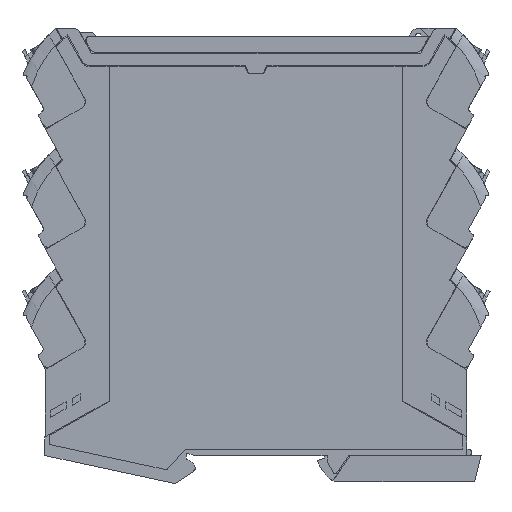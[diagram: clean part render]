
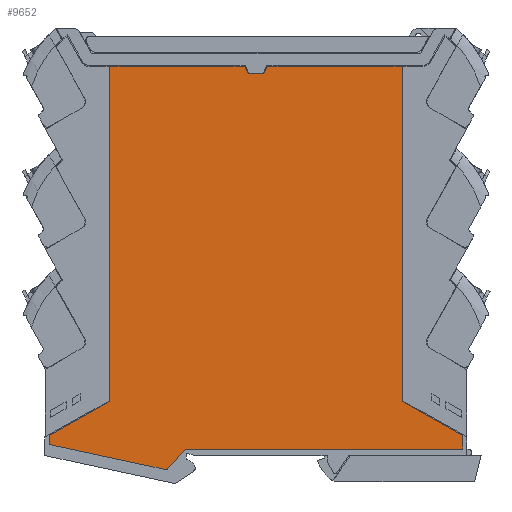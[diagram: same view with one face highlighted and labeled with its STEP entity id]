
A CAD part, left-side view. The second image highlights one B-rep face of the part: STEP entity #9652.
In plain terms, the highlighted planar face has unit normal (-1, 0, 0).
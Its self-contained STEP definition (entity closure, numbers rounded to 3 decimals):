
#9630=AXIS2_PLACEMENT_3D('Plane Axis2P3D',#9627,#9628,#9629) ;
#6695=CARTESIAN_POINT('Vertex',(0.,110.437,12.04)) ;
#6698=CARTESIAN_POINT('Line Origine',(0.,102.821,16.305)) ;
#6702=CARTESIAN_POINT('Vertex',(0.,95.205,20.571)) ;
#6727=CARTESIAN_POINT('Vertex',(0.,110.437,9.771)) ;
#6730=CARTESIAN_POINT('Line Origine',(0.,110.437,10.906)) ;
#6752=CARTESIAN_POINT('Vertex',(0.,80.884,3.413)) ;
#6755=CARTESIAN_POINT('Line Origine',(0.,95.661,6.592)) ;
#6768=CARTESIAN_POINT('Line Origine',(0.,78.847,5.745)) ;
#6772=CARTESIAN_POINT('Vertex',(0.,76.81,8.077)) ;
#6779=CARTESIAN_POINT('Vertex',(0.,76.332,8.624)) ;
#6782=CARTESIAN_POINT('Line Origine',(0.,76.568,8.353)) ;
#6786=CARTESIAN_POINT('Vertex',(0.,76.805,8.082)) ;
#6789=CARTESIAN_POINT('Line Origine',(0.,76.808,8.079)) ;
#6815=CARTESIAN_POINT('Vertex',(0.,6.773,8.624)) ;
#6818=CARTESIAN_POINT('Line Origine',(0.,41.552,8.624)) ;
#6840=CARTESIAN_POINT('Vertex',(0.,6.773,12.04)) ;
#6843=CARTESIAN_POINT('Line Origine',(0.,6.773,10.332)) ;
#6865=CARTESIAN_POINT('Vertex',(0.,22.005,20.571)) ;
#6868=CARTESIAN_POINT('Line Origine',(0.,14.389,16.305)) ;
#6890=CARTESIAN_POINT('Vertex',(0.,22.005,104.524)) ;
#6893=CARTESIAN_POINT('Line Origine',(0.,22.005,62.547)) ;
#6910=CARTESIAN_POINT('Vertex',(0.,55.774,104.524)) ;
#6913=CARTESIAN_POINT('Line Origine',(0.,54.024,104.524)) ;
#6917=CARTESIAN_POINT('Vertex',(0.,52.274,104.524)) ;
#6920=CARTESIAN_POINT('Line Origine',(0.,37.14,104.524)) ;
#6943=CARTESIAN_POINT('Vertex',(0.,56.66,102.624)) ;
#6946=CARTESIAN_POINT('Line Origine',(0.,56.217,103.574)) ;
#6968=CARTESIAN_POINT('Vertex',(0.,60.55,102.624)) ;
#6971=CARTESIAN_POINT('Line Origine',(0.,58.605,102.624)) ;
#6993=CARTESIAN_POINT('Vertex',(0.,61.436,104.524)) ;
#6996=CARTESIAN_POINT('Line Origine',(0.,60.993,103.574)) ;
#7009=CARTESIAN_POINT('Line Origine',(0.,63.186,104.524)) ;
#7013=CARTESIAN_POINT('Vertex',(0.,64.936,104.524)) ;
#7020=CARTESIAN_POINT('Vertex',(0.,95.205,104.524)) ;
#7023=CARTESIAN_POINT('Line Origine',(0.,80.07,104.524)) ;
#7042=CARTESIAN_POINT('Line Origine',(0.,95.205,62.547)) ;
#9627=CARTESIAN_POINT('Axis2P3D Location',(0.,58.605,7.024)) ;
#6699=DIRECTION('Vector Direction',(0.,0.872,-0.489)) ;
#6731=DIRECTION('Vector Direction',(0.,0.,-1.)) ;
#6756=DIRECTION('Vector Direction',(0.,-0.978,-0.21)) ;
#6769=DIRECTION('Vector Direction',(0.,-0.658,0.753)) ;
#6783=DIRECTION('Vector Direction',(0.,-0.658,0.753)) ;
#6790=DIRECTION('Vector Direction',(0.,-0.658,0.753)) ;
#6819=DIRECTION('Vector Direction',(0.,1.,0.)) ;
#6844=DIRECTION('Vector Direction',(0.,0.,1.)) ;
#6869=DIRECTION('Vector Direction',(0.,0.872,0.489)) ;
#6894=DIRECTION('Vector Direction',(0.,0.,1.)) ;
#6914=DIRECTION('Vector Direction',(0.,1.,0.)) ;
#6921=DIRECTION('Vector Direction',(0.,1.,0.)) ;
#6947=DIRECTION('Vector Direction',(0.,-0.423,0.906)) ;
#6972=DIRECTION('Vector Direction',(0.,1.,0.)) ;
#6997=DIRECTION('Vector Direction',(0.,0.423,0.906)) ;
#7010=DIRECTION('Vector Direction',(0.,1.,0.)) ;
#7024=DIRECTION('Vector Direction',(0.,1.,0.)) ;
#7043=DIRECTION('Vector Direction',(0.,0.,-1.)) ;
#9628=DIRECTION('Axis2P3D Direction',(-1.,0.,0.)) ;
#9629=DIRECTION('Axis2P3D XDirection',(0.,1.,0.)) ;
#6700=VECTOR('Line Direction',#6699,1.) ;
#6732=VECTOR('Line Direction',#6731,1.) ;
#6757=VECTOR('Line Direction',#6756,1.) ;
#6770=VECTOR('Line Direction',#6769,1.) ;
#6784=VECTOR('Line Direction',#6783,1.) ;
#6791=VECTOR('Line Direction',#6790,1.) ;
#6820=VECTOR('Line Direction',#6819,1.) ;
#6845=VECTOR('Line Direction',#6844,1.) ;
#6870=VECTOR('Line Direction',#6869,1.) ;
#6895=VECTOR('Line Direction',#6894,1.) ;
#6915=VECTOR('Line Direction',#6914,1.) ;
#6922=VECTOR('Line Direction',#6921,1.) ;
#6948=VECTOR('Line Direction',#6947,1.) ;
#6973=VECTOR('Line Direction',#6972,1.) ;
#6998=VECTOR('Line Direction',#6997,1.) ;
#7011=VECTOR('Line Direction',#7010,1.) ;
#7025=VECTOR('Line Direction',#7024,1.) ;
#7044=VECTOR('Line Direction',#7043,1.) ;
#9633=ORIENTED_EDGE('',*,*,#6774,.T.) ;
#9634=ORIENTED_EDGE('',*,*,#6793,.T.) ;
#9635=ORIENTED_EDGE('',*,*,#6788,.T.) ;
#9636=ORIENTED_EDGE('',*,*,#6822,.T.) ;
#9637=ORIENTED_EDGE('',*,*,#6847,.T.) ;
#9638=ORIENTED_EDGE('',*,*,#6872,.T.) ;
#9639=ORIENTED_EDGE('',*,*,#6897,.T.) ;
#9640=ORIENTED_EDGE('',*,*,#6924,.T.) ;
#9641=ORIENTED_EDGE('',*,*,#6919,.T.) ;
#9642=ORIENTED_EDGE('',*,*,#6950,.T.) ;
#9643=ORIENTED_EDGE('',*,*,#6975,.T.) ;
#9644=ORIENTED_EDGE('',*,*,#7000,.T.) ;
#9645=ORIENTED_EDGE('',*,*,#7015,.T.) ;
#9646=ORIENTED_EDGE('',*,*,#7027,.T.) ;
#9647=ORIENTED_EDGE('',*,*,#7046,.T.) ;
#9648=ORIENTED_EDGE('',*,*,#6704,.T.) ;
#9649=ORIENTED_EDGE('',*,*,#6734,.T.) ;
#9650=ORIENTED_EDGE('',*,*,#6759,.T.) ;
#9652=ADVANCED_FACE('GEHAEUSE',(#9651),#9631,.T.) ;
#6704=EDGE_CURVE('',#6703,#6696,#6701,.T.) ;
#6734=EDGE_CURVE('',#6696,#6728,#6733,.T.) ;
#6759=EDGE_CURVE('',#6728,#6753,#6758,.T.) ;
#6774=EDGE_CURVE('',#6753,#6773,#6771,.T.) ;
#6788=EDGE_CURVE('',#6787,#6780,#6785,.T.) ;
#6793=EDGE_CURVE('',#6773,#6787,#6792,.T.) ;
#6822=EDGE_CURVE('',#6780,#6816,#6821,.F.) ;
#6847=EDGE_CURVE('',#6816,#6841,#6846,.T.) ;
#6872=EDGE_CURVE('',#6841,#6866,#6871,.T.) ;
#6897=EDGE_CURVE('',#6866,#6891,#6896,.T.) ;
#6919=EDGE_CURVE('',#6918,#6911,#6916,.T.) ;
#6924=EDGE_CURVE('',#6891,#6918,#6923,.T.) ;
#6950=EDGE_CURVE('',#6911,#6944,#6949,.F.) ;
#6975=EDGE_CURVE('',#6944,#6969,#6974,.T.) ;
#7000=EDGE_CURVE('',#6969,#6994,#6999,.T.) ;
#7015=EDGE_CURVE('',#6994,#7014,#7012,.T.) ;
#7027=EDGE_CURVE('',#7014,#7021,#7026,.T.) ;
#7046=EDGE_CURVE('',#7021,#6703,#7045,.T.) ;
#9632=EDGE_LOOP('',(#9633,#9634,#9635,#9636,#9637,#9638,#9639,#9640,#9641,#9642,#9643,#9644,#9645,#9646,#9647,#9648,#9649,#9650)) ;
#9651=FACE_OUTER_BOUND('',#9632,.T.) ;
#6701=LINE('Line',#6698,#6700) ;
#6733=LINE('Line',#6730,#6732) ;
#6758=LINE('Line',#6755,#6757) ;
#6771=LINE('Line',#6768,#6770) ;
#6785=LINE('Line',#6782,#6784) ;
#6792=LINE('Line',#6789,#6791) ;
#6821=LINE('Line',#6818,#6820) ;
#6846=LINE('Line',#6843,#6845) ;
#6871=LINE('Line',#6868,#6870) ;
#6896=LINE('Line',#6893,#6895) ;
#6916=LINE('Line',#6913,#6915) ;
#6923=LINE('Line',#6920,#6922) ;
#6949=LINE('Line',#6946,#6948) ;
#6974=LINE('Line',#6971,#6973) ;
#6999=LINE('Line',#6996,#6998) ;
#7012=LINE('Line',#7009,#7011) ;
#7026=LINE('Line',#7023,#7025) ;
#7045=LINE('Line',#7042,#7044) ;
#9631=PLANE('',#9630) ;
#6696=VERTEX_POINT('',#6695) ;
#6703=VERTEX_POINT('',#6702) ;
#6728=VERTEX_POINT('',#6727) ;
#6753=VERTEX_POINT('',#6752) ;
#6773=VERTEX_POINT('',#6772) ;
#6780=VERTEX_POINT('',#6779) ;
#6787=VERTEX_POINT('',#6786) ;
#6816=VERTEX_POINT('',#6815) ;
#6841=VERTEX_POINT('',#6840) ;
#6866=VERTEX_POINT('',#6865) ;
#6891=VERTEX_POINT('',#6890) ;
#6911=VERTEX_POINT('',#6910) ;
#6918=VERTEX_POINT('',#6917) ;
#6944=VERTEX_POINT('',#6943) ;
#6969=VERTEX_POINT('',#6968) ;
#6994=VERTEX_POINT('',#6993) ;
#7014=VERTEX_POINT('',#7013) ;
#7021=VERTEX_POINT('',#7020) ;
